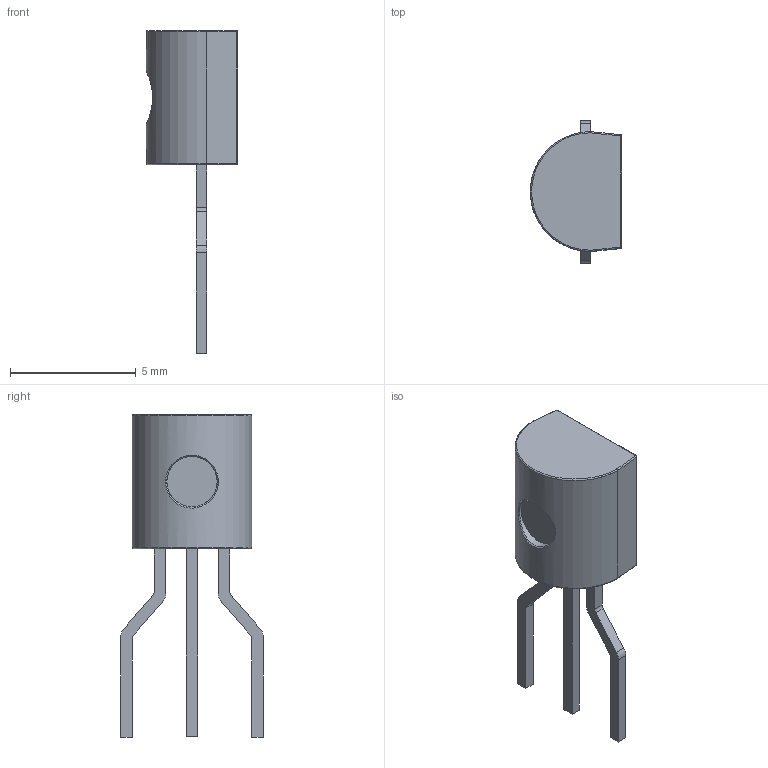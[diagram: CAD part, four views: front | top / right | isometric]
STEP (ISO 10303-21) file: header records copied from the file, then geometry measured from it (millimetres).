
FILE_DESCRIPTION(/* description */ (''),/* implementation_level */ '2;1');
FILE_NAME(/* name */ 'ON Semiconductor 2N3904TFR - TO-92 TR.stp',/* time_stamp */ '2019-09-23T18:44:36-04:00',/* author */ ('Ricardo'),/* organization */ (''),/* preprocessor_version */ 'ST-DEVELOPER v18',/* originating_system */ 'Autodesk Inventor 2020',/* authorisation */ '');
FILE_SCHEMA (('AUTOMOTIVE_DESIGN { 1 0 10303 214 3 1 1 }'));
Length unit declared in the file: millimetre
Products named in the file (4): ON Semiconductor 2N3904TFR - TO-92 TR; body; pins; logo_
Assembly tree (3 placements, depth 2):
  ON Semiconductor 2N3904TFR - TO-92 TR
    body
    pins
    logo_
Bounding box: 3.62 x 5.66 x 12.82 mm (x, y, z)
Volume: 81.8 mm3; surface area: 155.9 mm2
Topology: 23 solids, 23 shells, 397 faces, 1037 edges, 687 vertices
Faces by surface type: bspline 199, plane 173, cylinder 19, sphere 4, torus 2
Full cylindrical faces by diameter (mm): 0.5 x1, 2 x1
Entity records: 13439 total; most frequent: CARTESIAN_POINT 4600, ORIENTED_EDGE 2076, DIRECTION 1275, EDGE_CURVE 1038, VERTEX_POINT 688, LINE 597, VECTOR 597, EDGE_LOOP 412
